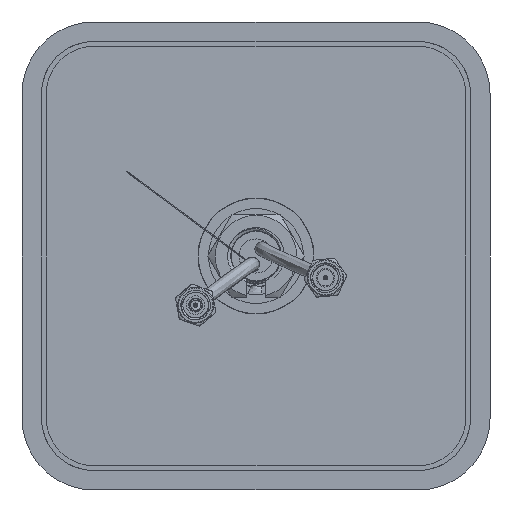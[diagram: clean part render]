
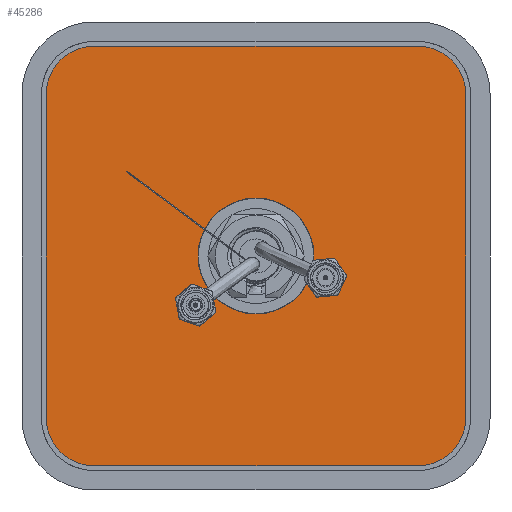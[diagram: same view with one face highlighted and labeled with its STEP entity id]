
A CAD part, front view. The second image highlights one B-rep face of the part: STEP entity #45286.
In plain terms, the highlighted planar face has unit normal (0, -1, 0).
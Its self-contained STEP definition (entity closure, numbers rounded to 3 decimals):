
#1931 = DIRECTION ( 'NONE',  ( -1., 0., 0. ) ) ;
#2203 = EDGE_CURVE ( 'NONE', #76361, #43246, #21608, .T. ) ;
#3374 = EDGE_CURVE ( 'NONE', #43246, #54844, #19618, .T. ) ;
#3943 = ORIENTED_EDGE ( 'NONE', *, *, #39930, .F. ) ;
#4936 = DIRECTION ( 'NONE',  ( 0., 0., 1. ) ) ;
#8568 = DIRECTION ( 'NONE',  ( 0., 1., 0. ) ) ;
#9817 = CIRCLE ( 'NONE', #75298, 10.24 ) ;
#11996 = CARTESIAN_POINT ( 'NONE',  ( -35.01, -0.4, -35.01 ) ) ;
#13391 = CARTESIAN_POINT ( 'NONE',  ( -45.25, -0.4, 35.01 ) ) ;
#13583 = EDGE_LOOP ( 'NONE', ( #78854, #70568, #19972, #30680, #47282, #78920, #3943, #19353 ) ) ;
#14167 = CARTESIAN_POINT ( 'NONE',  ( -35.01, -0.4, 45.25 ) ) ;
#15166 = DIRECTION ( 'NONE',  ( 0., 0., 1. ) ) ;
#16269 = EDGE_CURVE ( 'NONE', #45272, #20674, #9817, .T. ) ;
#16565 = ORIENTED_EDGE ( 'NONE', *, *, #72042, .T. ) ;
#18467 = CARTESIAN_POINT ( 'NONE',  ( 45.25, -0.4, 35.01 ) ) ;
#18622 = CARTESIAN_POINT ( 'NONE',  ( 45.25, -0.4, -35.01 ) ) ;
#18896 = DIRECTION ( 'NONE',  ( 0., 0., -1. ) ) ;
#19353 = ORIENTED_EDGE ( 'NONE', *, *, #22230, .F. ) ;
#19618 = CIRCLE ( 'NONE', #53584, 10.24 ) ;
#19972 = ORIENTED_EDGE ( 'NONE', *, *, #54097, .F. ) ;
#20357 = DIRECTION ( 'NONE',  ( 0., 0., -1. ) ) ;
#20674 = VERTEX_POINT ( 'NONE', #44491 ) ;
#21608 = LINE ( 'NONE', #47647, #36456 ) ;
#22230 = EDGE_CURVE ( 'NONE', #20674, #61349, #34441, .T. ) ;
#22359 = VERTEX_POINT ( 'NONE', #37377 ) ;
#24131 = CARTESIAN_POINT ( 'NONE',  ( 35.01, -0.4, 45.25 ) ) ;
#26648 = VECTOR ( 'NONE', #18896, 1000. ) ;
#27871 = CARTESIAN_POINT ( 'NONE',  ( -35.01, -0.4, -45.25 ) ) ;
#28236 = DIRECTION ( 'NONE',  ( 0., 0., 1. ) ) ;
#29270 = CARTESIAN_POINT ( 'NONE',  ( 0., -0.4, 0. ) ) ;
#29336 = VECTOR ( 'NONE', #1931, 1000. ) ;
#30313 = VERTEX_POINT ( 'NONE', #24131 ) ;
#30680 = ORIENTED_EDGE ( 'NONE', *, *, #60086, .F. ) ;
#31054 = CIRCLE ( 'NONE', #41989, 10.24 ) ;
#31863 = FACE_OUTER_BOUND ( 'NONE', #13583, .T. ) ;
#32341 = CARTESIAN_POINT ( 'NONE',  ( -35.01, -0.4, 35.01 ) ) ;
#32740 = EDGE_LOOP ( 'NONE', ( #16565 ) ) ;
#33565 = VECTOR ( 'NONE', #66292, 1000. ) ;
#33796 = CARTESIAN_POINT ( 'NONE',  ( -35.01, -0.4, 45.25 ) ) ;
#34441 = LINE ( 'NONE', #80141, #29336 ) ;
#35660 = DIRECTION ( 'NONE',  ( 0., 1., 0. ) ) ;
#35848 = AXIS2_PLACEMENT_3D ( 'NONE', #58761, #51528, #45096 ) ;
#36456 = VECTOR ( 'NONE', #78832, 1000. ) ;
#37377 = CARTESIAN_POINT ( 'NONE',  ( 45.25, -0.4, 35.01 ) ) ;
#39930 = EDGE_CURVE ( 'NONE', #61349, #76361, #31054, .T. ) ;
#41032 = CARTESIAN_POINT ( 'NONE',  ( 35.01, -0.4, -35.01 ) ) ;
#41989 = AXIS2_PLACEMENT_3D ( 'NONE', #11996, #76518, #69691 ) ;
#43246 = VERTEX_POINT ( 'NONE', #13391 ) ;
#44491 = CARTESIAN_POINT ( 'NONE',  ( 35.01, -0.4, -45.25 ) ) ;
#45096 = DIRECTION ( 'NONE',  ( 0., 0., -1. ) ) ;
#45272 = VERTEX_POINT ( 'NONE', #18622 ) ;
#45286 = ADVANCED_FACE ( 'NONE', ( #31863, #84366 ), #52347, .F. ) ;
#47282 = ORIENTED_EDGE ( 'NONE', *, *, #3374, .F. ) ;
#47647 = CARTESIAN_POINT ( 'NONE',  ( -45.25, -0.4, 35.01 ) ) ;
#50520 = CIRCLE ( 'NONE', #69669, 12.5 ) ;
#51528 = DIRECTION ( 'NONE',  ( 0., 1., 0. ) ) ;
#52347 = PLANE ( 'NONE',  #58774 ) ;
#53584 = AXIS2_PLACEMENT_3D ( 'NONE', #32341, #78022, #20357 ) ;
#54060 = CARTESIAN_POINT ( 'NONE',  ( 0., -0.4, 12.5 ) ) ;
#54097 = EDGE_CURVE ( 'NONE', #30313, #22359, #68603, .T. ) ;
#54844 = VERTEX_POINT ( 'NONE', #33796 ) ;
#58761 = CARTESIAN_POINT ( 'NONE',  ( 35.01, -0.4, 35.01 ) ) ;
#58774 = AXIS2_PLACEMENT_3D ( 'NONE', #83520, #78398, #4936 ) ;
#60086 = EDGE_CURVE ( 'NONE', #54844, #30313, #67141, .T. ) ;
#61349 = VERTEX_POINT ( 'NONE', #27871 ) ;
#63259 = CARTESIAN_POINT ( 'NONE',  ( -45.25, -0.4, -35.01 ) ) ;
#66010 = VERTEX_POINT ( 'NONE', #54060 ) ;
#66292 = DIRECTION ( 'NONE',  ( 1., 0., 0. ) ) ;
#67141 = LINE ( 'NONE', #14167, #33565 ) ;
#68603 = CIRCLE ( 'NONE', #35848, 10.24 ) ;
#69669 = AXIS2_PLACEMENT_3D ( 'NONE', #29270, #35660, #15166 ) ;
#69691 = DIRECTION ( 'NONE',  ( 0., 0., 1. ) ) ;
#70568 = ORIENTED_EDGE ( 'NONE', *, *, #81067, .F. ) ;
#72042 = EDGE_CURVE ( 'NONE', #66010, #66010, #50520, .T. ) ;
#75298 = AXIS2_PLACEMENT_3D ( 'NONE', #41032, #8568, #28236 ) ;
#76361 = VERTEX_POINT ( 'NONE', #63259 ) ;
#76518 = DIRECTION ( 'NONE',  ( 0., 1., 0. ) ) ;
#77826 = LINE ( 'NONE', #18467, #26648 ) ;
#78022 = DIRECTION ( 'NONE',  ( 0., 1., 0. ) ) ;
#78398 = DIRECTION ( 'NONE',  ( 0., 1., 0. ) ) ;
#78832 = DIRECTION ( 'NONE',  ( 0., 0., 1. ) ) ;
#78854 = ORIENTED_EDGE ( 'NONE', *, *, #16269, .F. ) ;
#78920 = ORIENTED_EDGE ( 'NONE', *, *, #2203, .F. ) ;
#80141 = CARTESIAN_POINT ( 'NONE',  ( -35.01, -0.4, -45.25 ) ) ;
#81067 = EDGE_CURVE ( 'NONE', #22359, #45272, #77826, .T. ) ;
#83520 = CARTESIAN_POINT ( 'NONE',  ( 35.01, -0.4, -35.01 ) ) ;
#84366 = FACE_BOUND ( 'NONE', #32740, .T. ) ;
